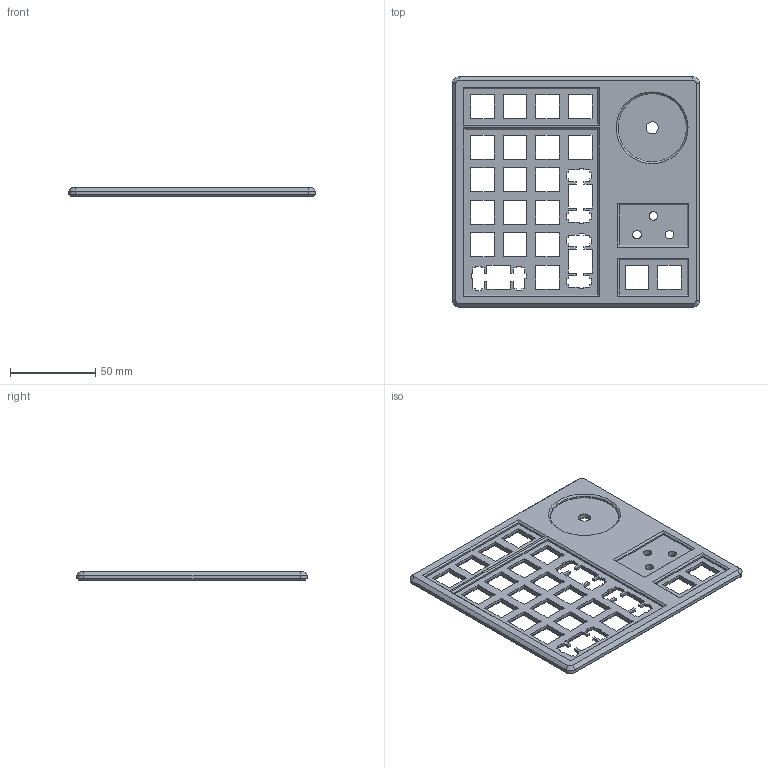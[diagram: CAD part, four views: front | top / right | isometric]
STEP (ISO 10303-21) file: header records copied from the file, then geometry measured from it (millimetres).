
FILE_DESCRIPTION(/* description */ (''),/* implementation_level */ '2;1');
FILE_NAME(/* name */ 'Ultimate Numpad 3_CHERRY_COSTAR_STABS_v3.0.0_TOP.stp',/* time_stamp */ '2020-12-21T09:44:02-05:00',/* author */ (''),/* organization */ (''),/* preprocessor_version */ 'ST-DEVELOPER v15.2',/* originating_system */ 'Autodesk Translator Framework v2.0.0.5431',/* authorisation */ '');
FILE_SCHEMA (('AUTOMOTIVE_DESIGN { 1 0 10303 214 3 1 1 }'));
Length unit declared in the file: centimetre
Products named in the file (1): (Unsaved)
Bounding box: 144.57 x 135.04 x 5 mm (x, y, z)
Volume: 54550.5 mm3; surface area: 36561.8 mm2
Topology: 1 solids, 1 shells, 406 faces, 1164 edges, 769 vertices
Faces by surface type: plane 384, cylinder 13, cone 9
Full cylindrical faces by diameter (mm): 4 x4, 5 x3, 7.2 x1, 40 x1
Entity records: 13108 total; most frequent: CARTESIAN_POINT 2402, ORIENTED_EDGE 2300, DIRECTION 1999, EDGE_CURVE 1150, LINE 1099, VECTOR 1099, VERTEX_POINT 765, EDGE_LOOP 479
